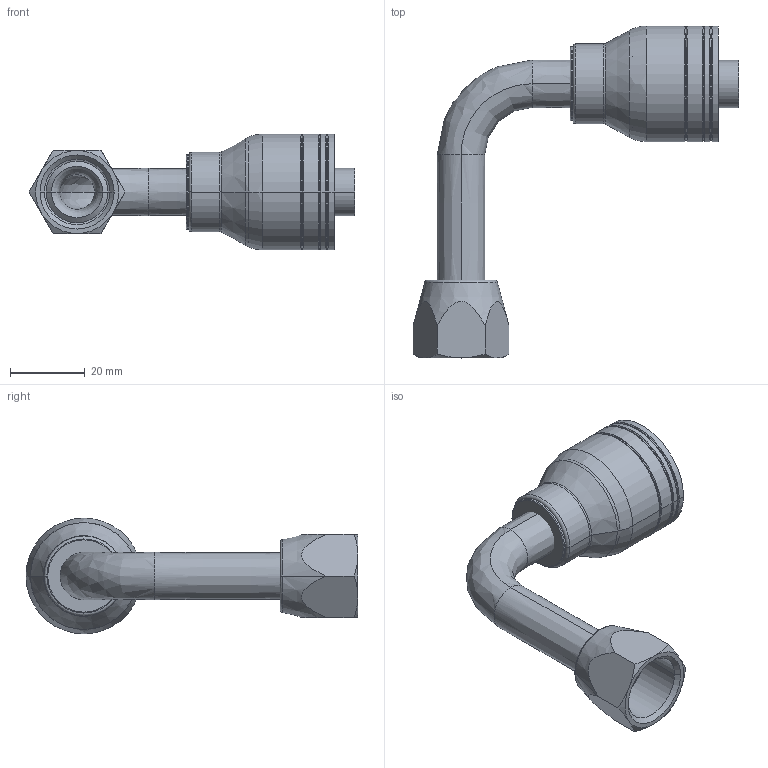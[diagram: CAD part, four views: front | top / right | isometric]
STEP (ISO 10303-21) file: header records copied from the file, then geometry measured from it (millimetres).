
FILE_DESCRIPTION((''),'2;1');
FILE_NAME('1AA8FJC8','2017-03-17T',('E5251691'),('Eaton Hydraulics Inc.'),'PRO/ENGINEER BY PARAMETRIC TECHNOLOGY CORPORATION, 2010280','PRO/ENGINEER BY PARAMETRIC TECHNOLOGY CORPORATION, 2010280','');
FILE_SCHEMA(('CONFIG_CONTROL_DESIGN'));
Products named in the file (4): 1F40331-0808-03; 1F15-08_ORIGINAL_CRIMP; 210221-8; 1AA8FJC8
Assembly tree (3 placements, depth 2):
  1AA8FJC8
    1F40331-0808-03
    1F15-08_ORIGINAL_CRIMP
    210221-8
Bounding box: 87.21 x 88.87 x 30.99 mm (x, y, z)
Volume: 16814.7 mm3; surface area: 19093 mm2
Topology: 3 solids, 3 shells, 109 faces, 234 edges, 130 vertices
Faces by surface type: cylinder 32, cone 30, bspline 20, torus 16, plane 11
Entity records: 4235 total; most frequent: CARTESIAN_POINT 1819, DIRECTION 514, ORIENTED_EDGE 468, EDGE_CURVE 234, AXIS2_PLACEMENT_3D 220, VERTEX_POINT 130, CIRCLE 124, EDGE_LOOP 114
